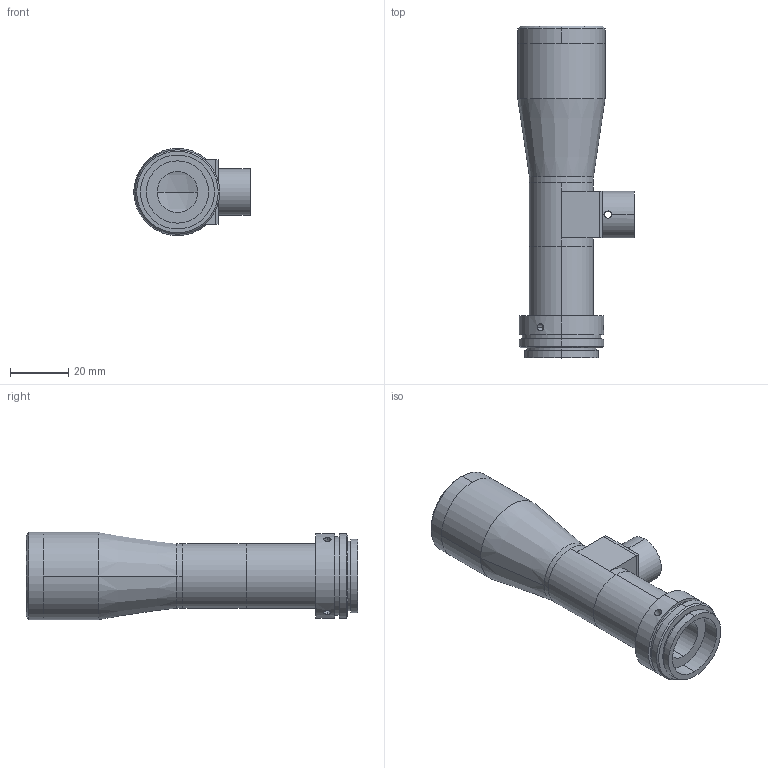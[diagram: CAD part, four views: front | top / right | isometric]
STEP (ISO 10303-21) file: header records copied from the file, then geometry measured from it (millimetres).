
FILE_DESCRIPTION (( 'STEP AP203' ), '1' );
FILE_NAME ('XF-MT1X65D.STEP', '2019-11-22T07:14:03', ( 'puyufan' ), ( '' ), 'SwSTEP 2.0', 'SolidWorks 2014', '' );
FILE_SCHEMA (( 'CONFIG_CONTROL_DESIGN' ));
Length unit declared in the file: millimetre
Products named in the file (1): XF-MT1X65D
Bounding box: 40 x 114.05 x 30 mm (x, y, z)
Surface area: 16717.5 mm2 (no closed solid volume)
Topology: 0 solids, 10 shells, 116 faces, 296 edges, 195 vertices
Faces by surface type: cylinder 71, plane 37, cone 6, sphere 2
Entity records: 3988 total; most frequent: CARTESIAN_POINT 996, DIRECTION 664, ORIENTED_EDGE 528, EDGE_CURVE 296, AXIS2_PLACEMENT_3D 271, VERTEX_POINT 195, CIRCLE 154, EDGE_LOOP 149
